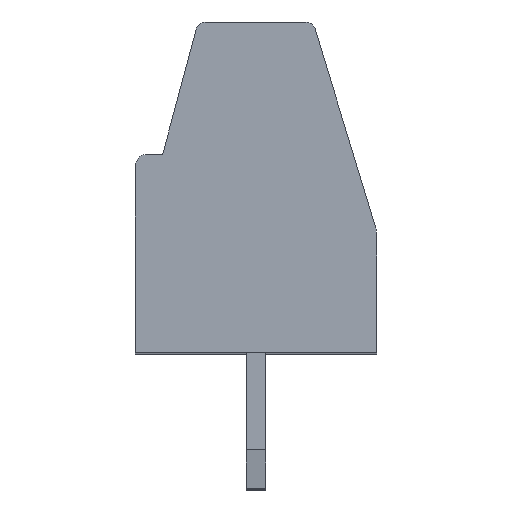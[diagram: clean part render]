
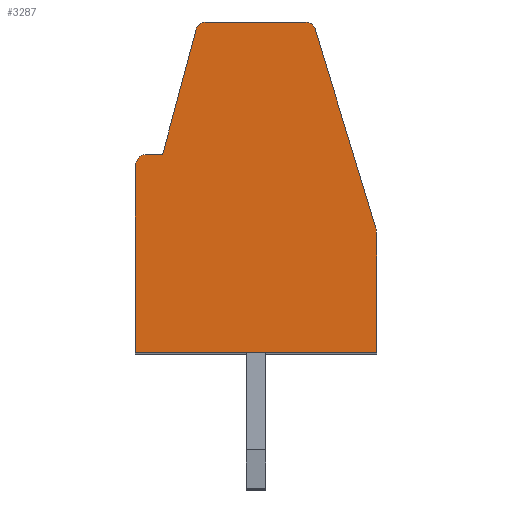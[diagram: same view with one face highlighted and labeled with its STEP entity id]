
A CAD part, top view. The second image highlights one B-rep face of the part: STEP entity #3287.
In plain terms, the highlighted planar face has unit normal (0, 0, 1).
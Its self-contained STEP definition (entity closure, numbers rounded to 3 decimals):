
#14=DIRECTION('',(0.,-1.,0.));
#15=VECTOR('',#14,3.075);
#16=CARTESIAN_POINT('',(3.1,3.075,21.82));
#17=LINE('',#16,#15);
#18=DIRECTION('',(0.,1.,0.));
#19=VECTOR('',#18,4.8);
#20=CARTESIAN_POINT('',(-3.1,0.,21.82));
#21=LINE('',#20,#19);
#22=CARTESIAN_POINT('',(-2.8,4.8,21.82));
#23=DIRECTION('',(0.,0.,-1.));
#24=DIRECTION('',(-1.,0.,0.));
#25=AXIS2_PLACEMENT_3D('',#22,#23,#24);
#27=DIRECTION('',(1.,0.,0.));
#28=VECTOR('',#27,0.4);
#29=CARTESIAN_POINT('',(-2.8,5.1,21.82));
#30=LINE('',#29,#28);
#31=DIRECTION('',(0.259,0.966,0.));
#32=VECTOR('',#31,3.328);
#33=CARTESIAN_POINT('',(-2.4,5.1,21.82));
#34=LINE('',#33,#32);
#35=CARTESIAN_POINT('',(-1.297,8.25,21.82));
#36=DIRECTION('',(0.,0.,-1.));
#37=DIRECTION('',(-0.966,0.259,0.));
#38=AXIS2_PLACEMENT_3D('',#35,#36,#37);
#40=CARTESIAN_POINT('',(1.279,8.25,21.82));
#41=DIRECTION('',(0.,0.,-1.));
#42=DIRECTION('',(-0.001,1.,0.));
#43=AXIS2_PLACEMENT_3D('',#40,#41,#42);
#45=DIRECTION('',(0.292,-0.956,0.));
#46=VECTOR('',#45,5.335);
#47=CARTESIAN_POINT('',(1.518,8.323,21.82));
#48=LINE('',#47,#46);
#49=CARTESIAN_POINT('',(2.6,3.075,21.82));
#50=DIRECTION('',(0.,0.,-1.));
#51=DIRECTION('',(0.956,0.292,0.));
#52=AXIS2_PLACEMENT_3D('',#49,#50,#51);
#80=DIRECTION('',(-1.,0.,0.));
#81=VECTOR('',#80,2.576);
#82=CARTESIAN_POINT('',(1.279,8.5,21.82));
#83=LINE('',#82,#81);
#422=DIRECTION('',(1.,0.,0.));
#423=VECTOR('',#422,6.2);
#424=CARTESIAN_POINT('',(-3.1,0.,21.82));
#425=LINE('',#424,#423);
#2494=CARTESIAN_POINT('',(3.1,3.075,21.82));
#2495=CARTESIAN_POINT('',(3.1,0.,21.82));
#2496=VERTEX_POINT('',#2494);
#2497=VERTEX_POINT('',#2495);
#2498=CARTESIAN_POINT('',(3.078,3.221,21.82));
#2499=VERTEX_POINT('',#2498);
#2500=CARTESIAN_POINT('',(1.518,8.323,21.82));
#2501=VERTEX_POINT('',#2500);
#2502=CARTESIAN_POINT('',(1.279,8.5,21.82));
#2503=VERTEX_POINT('',#2502);
#2504=CARTESIAN_POINT('',(-1.538,8.315,21.82));
#2505=CARTESIAN_POINT('',(-1.297,8.5,21.82));
#2506=VERTEX_POINT('',#2504);
#2507=VERTEX_POINT('',#2505);
#2508=CARTESIAN_POINT('',(-2.4,5.1,21.82));
#2509=VERTEX_POINT('',#2508);
#2510=CARTESIAN_POINT('',(-2.8,5.1,21.82));
#2511=VERTEX_POINT('',#2510);
#2512=CARTESIAN_POINT('',(-3.1,4.8,21.82));
#2513=VERTEX_POINT('',#2512);
#2514=CARTESIAN_POINT('',(-3.1,0.,21.82));
#2515=VERTEX_POINT('',#2514);
#3258=CARTESIAN_POINT('',(0.,0.,21.82));
#3259=DIRECTION('',(0.,0.,1.));
#3260=DIRECTION('',(1.,0.,0.));
#3261=AXIS2_PLACEMENT_3D('',#3258,#3259,#3260);
#3262=PLANE('',#3261);
#3264=ORIENTED_EDGE('',*,*,#3263,.T.);
#3266=ORIENTED_EDGE('',*,*,#3265,.F.);
#3268=ORIENTED_EDGE('',*,*,#3267,.T.);
#3270=ORIENTED_EDGE('',*,*,#3269,.T.);
#3272=ORIENTED_EDGE('',*,*,#3271,.T.);
#3274=ORIENTED_EDGE('',*,*,#3273,.T.);
#3276=ORIENTED_EDGE('',*,*,#3275,.T.);
#3278=ORIENTED_EDGE('',*,*,#3277,.F.);
#3280=ORIENTED_EDGE('',*,*,#3279,.T.);
#3282=ORIENTED_EDGE('',*,*,#3281,.T.);
#3284=ORIENTED_EDGE('',*,*,#3283,.T.);
#3285=EDGE_LOOP('',(#3264,#3266,#3268,#3270,#3272,#3274,#3276,#3278,#3280,#3282,
#3284));
#3286=FACE_OUTER_BOUND('',#3285,.F.);
#26=CIRCLE('',#25,0.3);
#39=CIRCLE('',#38,0.25);
#44=CIRCLE('',#43,0.25);
#53=CIRCLE('',#52,0.5);
#3263=EDGE_CURVE('',#2496,#2497,#17,.T.);
#3265=EDGE_CURVE('',#2515,#2497,#425,.T.);
#3267=EDGE_CURVE('',#2515,#2513,#21,.T.);
#3269=EDGE_CURVE('',#2513,#2511,#26,.T.);
#3271=EDGE_CURVE('',#2511,#2509,#30,.T.);
#3273=EDGE_CURVE('',#2509,#2506,#34,.T.);
#3275=EDGE_CURVE('',#2506,#2507,#39,.T.);
#3277=EDGE_CURVE('',#2503,#2507,#83,.T.);
#3279=EDGE_CURVE('',#2503,#2501,#44,.T.);
#3281=EDGE_CURVE('',#2501,#2499,#48,.T.);
#3283=EDGE_CURVE('',#2499,#2496,#53,.T.);
#3287=ADVANCED_FACE('',(#3286),#3262,.T.);
